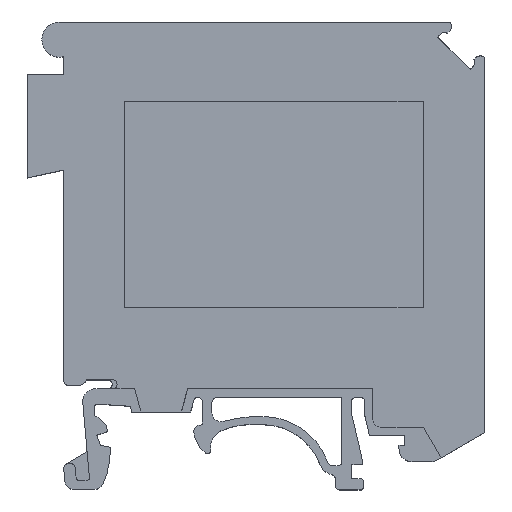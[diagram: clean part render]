
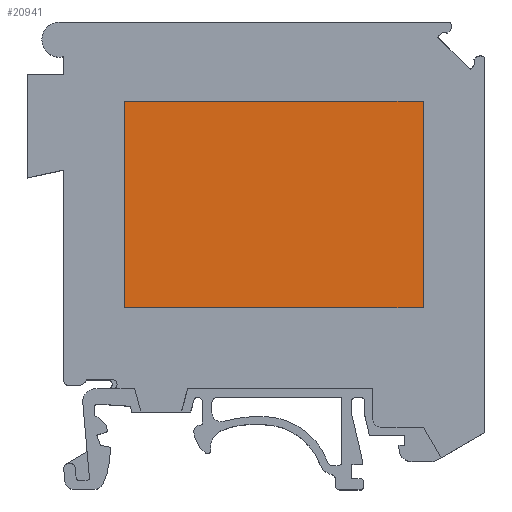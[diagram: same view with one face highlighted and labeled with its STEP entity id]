
A CAD part, top view. The second image highlights one B-rep face of the part: STEP entity #20941.
In plain terms, the highlighted planar face has unit normal (0, 0, 1).
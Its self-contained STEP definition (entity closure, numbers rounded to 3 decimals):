
#3760=ORIENTED_EDGE('',*,*,#6909,.F.);
#3761=ORIENTED_EDGE('',*,*,#6915,.F.);
#3762=ORIENTED_EDGE('',*,*,#6913,.F.);
#3763=ORIENTED_EDGE('',*,*,#6911,.F.);
#6909=EDGE_CURVE('',#8623,#8624,#9959,.T.);
#6911=EDGE_CURVE('',#8624,#8625,#9961,.T.);
#6913=EDGE_CURVE('',#8625,#8626,#9963,.T.);
#6915=EDGE_CURVE('',#8626,#8623,#9965,.T.);
#8623=VERTEX_POINT('',#30933);
#8624=VERTEX_POINT('',#30935);
#8625=VERTEX_POINT('',#30939);
#8626=VERTEX_POINT('',#30943);
#9959=LINE('',#30934,#11144);
#9961=LINE('',#30938,#11146);
#9963=LINE('',#30942,#11148);
#9965=LINE('',#30946,#11150);
#11144=VECTOR('',#25105,1000.);
#11146=VECTOR('',#25109,1000.);
#11148=VECTOR('',#25113,1000.);
#11150=VECTOR('',#25117,1000.);
#11784=EDGE_LOOP('',(#3760,#3761,#3762,#3763));
#13047=FACE_BOUND('',#11784,.T.);
#14140=PLANE('',#22050);
#20941=ADVANCED_FACE('',(#13047),#14140,.F.);
#22050=AXIS2_PLACEMENT_3D('',#30947,#25118,#25119);
#25105=DIRECTION('',(-1.,0.,0.));
#25109=DIRECTION('',(0.,1.,0.));
#25113=DIRECTION('',(1.,0.,0.));
#25117=DIRECTION('',(0.,-1.,0.));
#25118=DIRECTION('',(0.,0.,-1.));
#25119=DIRECTION('',(-1.,0.,0.));
#30933=CARTESIAN_POINT('',(19.,-5.9,10.61));
#30934=CARTESIAN_POINT('',(19.,-5.9,10.61));
#30935=CARTESIAN_POINT('',(-15.,-5.9,10.61));
#30938=CARTESIAN_POINT('',(-15.,-5.9,10.61));
#30939=CARTESIAN_POINT('',(-15.,17.6,10.61));
#30942=CARTESIAN_POINT('',(-15.,17.6,10.61));
#30943=CARTESIAN_POINT('',(19.,17.6,10.61));
#30946=CARTESIAN_POINT('',(19.,17.6,10.61));
#30947=CARTESIAN_POINT('',(-0.75,-6.2,10.61));
